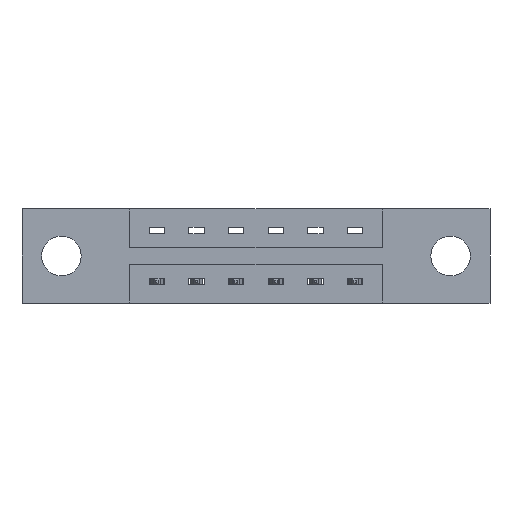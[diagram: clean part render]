
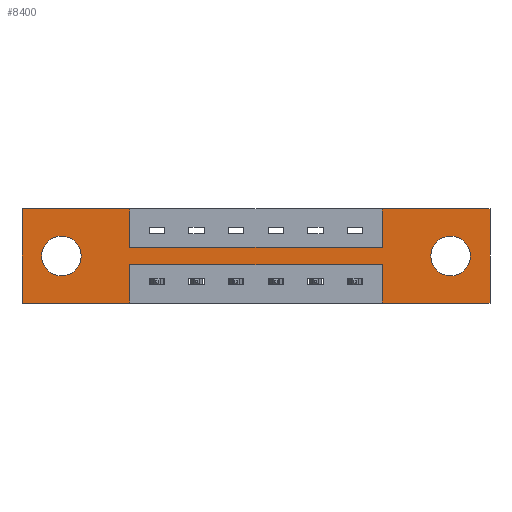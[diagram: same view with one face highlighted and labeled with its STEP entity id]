
A CAD part, front view. The second image highlights one B-rep face of the part: STEP entity #8400.
In plain terms, the highlighted planar face has unit normal (0, -1, 0).
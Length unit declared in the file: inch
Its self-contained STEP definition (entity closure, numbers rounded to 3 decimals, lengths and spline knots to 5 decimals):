
#57 = VECTOR ( 'NONE', #7877, 39.37008 ) ;
#107 = VECTOR ( 'NONE', #939, 39.37008 ) ;
#177 = ORIENTED_EDGE ( 'NONE', *, *, #335, .F. ) ;
#268 = EDGE_CURVE ( 'NONE', #4160, #3472, #8989, .T. ) ;
#288 = ORIENTED_EDGE ( 'NONE', *, *, #6673, .F. ) ;
#296 = LINE ( 'NONE', #7227, #57 ) ;
#335 = EDGE_CURVE ( 'NONE', #4761, #4592, #4552, .T. ) ;
#429 = CARTESIAN_POINT ( 'NONE',  ( 0., 0., 0. ) ) ;
#468 = ORIENTED_EDGE ( 'NONE', *, *, #268, .T. ) ;
#864 = AXIS2_PLACEMENT_3D ( 'NONE', #2819, #7713, #3527 ) ;
#877 = EDGE_CURVE ( 'NONE', #5608, #4821, #5339, .T. ) ;
#903 = FACE_BOUND ( 'NONE', #7287, .T. ) ;
#939 = DIRECTION ( 'NONE',  ( 1., 0., 0. ) ) ;
#1043 = VECTOR ( 'NONE', #1272, 39.37008 ) ;
#1272 = DIRECTION ( 'NONE',  ( 0., 0., 1. ) ) ;
#1355 = ORIENTED_EDGE ( 'NONE', *, *, #4016, .F. ) ;
#1416 = EDGE_CURVE ( 'NONE', #4384, #5113, #6528, .T. ) ;
#1419 = CARTESIAN_POINT ( 'NONE',  ( 0.425, 0., -0.22 ) ) ;
#1464 = DIRECTION ( 'NONE',  ( -1., 0., 0. ) ) ;
#1504 = VERTEX_POINT ( 'NONE', #7048 ) ;
#1518 = VECTOR ( 'NONE', #6377, 39.37008 ) ;
#1572 = CARTESIAN_POINT ( 'NONE',  ( 0., 0., 0. ) ) ;
#1602 = ORIENTED_EDGE ( 'NONE', *, *, #6746, .F. ) ;
#1614 = ORIENTED_EDGE ( 'NONE', *, *, #7368, .F. ) ;
#1737 = CARTESIAN_POINT ( 'NONE',  ( 1.842, 0., 0. ) ) ;
#1865 = VECTOR ( 'NONE', #5150, 39.37008 ) ;
#1958 = CARTESIAN_POINT ( 'NONE',  ( 1.417, 0., -0.15 ) ) ;
#2005 = CARTESIAN_POINT ( 'NONE',  ( 1.687, 0., -0.185 ) ) ;
#2251 = ORIENTED_EDGE ( 'NONE', *, *, #2564, .F. ) ;
#2337 = VECTOR ( 'NONE', #5857, 39.37008 ) ;
#2380 = CARTESIAN_POINT ( 'NONE',  ( 0.425, 0., 0. ) ) ;
#2432 = CARTESIAN_POINT ( 'NONE',  ( 1.417, 0., 0. ) ) ;
#2439 = CARTESIAN_POINT ( 'NONE',  ( 0., 0., -0.37 ) ) ;
#2527 = EDGE_CURVE ( 'NONE', #4821, #4885, #6406, .T. ) ;
#2564 = EDGE_CURVE ( 'NONE', #5113, #5634, #4511, .T. ) ;
#2570 = CARTESIAN_POINT ( 'NONE',  ( 1.417, 0., -0.37 ) ) ;
#2660 = FACE_OUTER_BOUND ( 'NONE', #7104, .T. ) ;
#2672 = ORIENTED_EDGE ( 'NONE', *, *, #3765, .T. ) ;
#2819 = CARTESIAN_POINT ( 'NONE',  ( 0.155, 0., -0.185 ) ) ;
#3079 = AXIS2_PLACEMENT_3D ( 'NONE', #9061, #6815, #5530 ) ;
#3119 = CARTESIAN_POINT ( 'NONE',  ( 0., 0., 0. ) ) ;
#3363 = ORIENTED_EDGE ( 'NONE', *, *, #877, .F. ) ;
#3412 = CARTESIAN_POINT ( 'NONE',  ( 0.425, 0., -0.37 ) ) ;
#3472 = VERTEX_POINT ( 'NONE', #8409 ) ;
#3508 = EDGE_CURVE ( 'NONE', #5634, #1504, #7928, .T. ) ;
#3527 = DIRECTION ( 'NONE',  ( 0., 0., 1. ) ) ;
#3679 = EDGE_CURVE ( 'NONE', #5758, #5608, #7815, .T. ) ;
#3731 = DIRECTION ( 'NONE',  ( 0., 1., 0. ) ) ;
#3765 = EDGE_CURVE ( 'NONE', #3472, #4160, #5513, .T. ) ;
#3781 = ORIENTED_EDGE ( 'NONE', *, *, #2527, .F. ) ;
#3866 = DIRECTION ( 'NONE',  ( 0., -1., 0. ) ) ;
#3950 = EDGE_CURVE ( 'NONE', #5484, #5389, #5843, .T. ) ;
#4016 = EDGE_CURVE ( 'NONE', #8097, #4384, #8935, .T. ) ;
#4056 = CARTESIAN_POINT ( 'NONE',  ( 0., 0., -0.37 ) ) ;
#4160 = VERTEX_POINT ( 'NONE', #7220 ) ;
#4225 = DIRECTION ( 'NONE',  ( 0., 0., -1. ) ) ;
#4277 = VECTOR ( 'NONE', #4225, 39.37008 ) ;
#4339 = ORIENTED_EDGE ( 'NONE', *, *, #3950, .T. ) ;
#4384 = VERTEX_POINT ( 'NONE', #1958 ) ;
#4417 = CARTESIAN_POINT ( 'NONE',  ( 0.155, 0., -0.263 ) ) ;
#4465 = CIRCLE ( 'NONE', #864, 0.078 ) ;
#4470 = CARTESIAN_POINT ( 'NONE',  ( 1.417, 0., -0.37 ) ) ;
#4482 = LINE ( 'NONE', #8821, #6387 ) ;
#4511 = LINE ( 'NONE', #5479, #107 ) ;
#4529 = DIRECTION ( 'NONE',  ( -1., 0., 0. ) ) ;
#4552 = LINE ( 'NONE', #3119, #8181 ) ;
#4570 = CARTESIAN_POINT ( 'NONE',  ( 0.425, 0., -0.22 ) ) ;
#4576 = CARTESIAN_POINT ( 'NONE',  ( 0.425, 0., -0.37 ) ) ;
#4592 = VERTEX_POINT ( 'NONE', #2380 ) ;
#4645 = VECTOR ( 'NONE', #6086, 39.37008 ) ;
#4693 = DIRECTION ( 'NONE',  ( 0., 0., -1. ) ) ;
#4761 = VERTEX_POINT ( 'NONE', #429 ) ;
#4773 = CARTESIAN_POINT ( 'NONE',  ( 0.425, 0., -0.15 ) ) ;
#4821 = VERTEX_POINT ( 'NONE', #4570 ) ;
#4832 = CARTESIAN_POINT ( 'NONE',  ( 0.425, 0., -0.15 ) ) ;
#4851 = CARTESIAN_POINT ( 'NONE',  ( 1.687, 0., -0.185 ) ) ;
#4885 = VERTEX_POINT ( 'NONE', #3412 ) ;
#4933 = CARTESIAN_POINT ( 'NONE',  ( 0., 0., -0.37 ) ) ;
#5113 = VERTEX_POINT ( 'NONE', #2432 ) ;
#5150 = DIRECTION ( 'NONE',  ( 0., 0., -1. ) ) ;
#5339 = LINE ( 'NONE', #1419, #8675 ) ;
#5368 = ORIENTED_EDGE ( 'NONE', *, *, #8252, .F. ) ;
#5389 = VERTEX_POINT ( 'NONE', #4417 ) ;
#5456 = CARTESIAN_POINT ( 'NONE',  ( 1.417, 0., 0. ) ) ;
#5479 = CARTESIAN_POINT ( 'NONE',  ( 0., 0., 0. ) ) ;
#5484 = VERTEX_POINT ( 'NONE', #6255 ) ;
#5513 = CIRCLE ( 'NONE', #5690, 0.078 ) ;
#5530 = DIRECTION ( 'NONE',  ( 0., 0., 1. ) ) ;
#5608 = VERTEX_POINT ( 'NONE', #8159 ) ;
#5634 = VERTEX_POINT ( 'NONE', #1737 ) ;
#5690 = AXIS2_PLACEMENT_3D ( 'NONE', #2005, #8228, #8285 ) ;
#5758 = VERTEX_POINT ( 'NONE', #4470 ) ;
#5843 = CIRCLE ( 'NONE', #3079, 0.078 ) ;
#5857 = DIRECTION ( 'NONE',  ( -1., 0., 0. ) ) ;
#5918 = DIRECTION ( 'NONE',  ( 1., 0., 0. ) ) ;
#5987 = PLANE ( 'NONE',  #7571 ) ;
#6047 = VECTOR ( 'NONE', #6917, 39.37008 ) ;
#6060 = LINE ( 'NONE', #4933, #2337 ) ;
#6086 = DIRECTION ( 'NONE',  ( 0., 0., 1. ) ) ;
#6255 = CARTESIAN_POINT ( 'NONE',  ( 0.155, 0., -0.107 ) ) ;
#6377 = DIRECTION ( 'NONE',  ( 1., 0., 0. ) ) ;
#6387 = VECTOR ( 'NONE', #4529, 39.37008 ) ;
#6406 = LINE ( 'NONE', #4576, #4277 ) ;
#6505 = ORIENTED_EDGE ( 'NONE', *, *, #1416, .F. ) ;
#6528 = LINE ( 'NONE', #5456, #4645 ) ;
#6673 = EDGE_CURVE ( 'NONE', #8099, #4761, #8523, .T. ) ;
#6746 = EDGE_CURVE ( 'NONE', #1504, #5758, #6060, .T. ) ;
#6815 = DIRECTION ( 'NONE',  ( 0., 1., 0. ) ) ;
#6917 = DIRECTION ( 'NONE',  ( 0., 0., 1. ) ) ;
#6982 = ORIENTED_EDGE ( 'NONE', *, *, #8199, .T. ) ;
#7048 = CARTESIAN_POINT ( 'NONE',  ( 1.842, 0., -0.37 ) ) ;
#7077 = CARTESIAN_POINT ( 'NONE',  ( 1.842, 0., 0. ) ) ;
#7104 = EDGE_LOOP ( 'NONE', ( #3781, #3363, #8461, #1602, #8703, #2251, #6505, #1355, #5368, #177, #288, #1614 ) ) ;
#7220 = CARTESIAN_POINT ( 'NONE',  ( 1.687, 0., -0.263 ) ) ;
#7227 = CARTESIAN_POINT ( 'NONE',  ( 0.425, 0., 0. ) ) ;
#7287 = EDGE_LOOP ( 'NONE', ( #4339, #6982 ) ) ;
#7368 = EDGE_CURVE ( 'NONE', #4885, #8099, #4482, .T. ) ;
#7410 = AXIS2_PLACEMENT_3D ( 'NONE', #4851, #3731, #4693 ) ;
#7539 = EDGE_LOOP ( 'NONE', ( #2672, #468 ) ) ;
#7571 = AXIS2_PLACEMENT_3D ( 'NONE', #2439, #3866, #8665 ) ;
#7713 = DIRECTION ( 'NONE',  ( 0., 1., 0. ) ) ;
#7815 = LINE ( 'NONE', #2570, #6047 ) ;
#7877 = DIRECTION ( 'NONE',  ( 0., 0., -1. ) ) ;
#7928 = LINE ( 'NONE', #7077, #1865 ) ;
#8097 = VERTEX_POINT ( 'NONE', #4832 ) ;
#8099 = VERTEX_POINT ( 'NONE', #4056 ) ;
#8159 = CARTESIAN_POINT ( 'NONE',  ( 1.417, 0., -0.22 ) ) ;
#8181 = VECTOR ( 'NONE', #5918, 39.37008 ) ;
#8198 = FACE_BOUND ( 'NONE', #7539, .T. ) ;
#8199 = EDGE_CURVE ( 'NONE', #5389, #5484, #4465, .T. ) ;
#8228 = DIRECTION ( 'NONE',  ( 0., 1., 0. ) ) ;
#8252 = EDGE_CURVE ( 'NONE', #4592, #8097, #296, .T. ) ;
#8285 = DIRECTION ( 'NONE',  ( 0., 0., -1. ) ) ;
#8400 = ADVANCED_FACE ( 'NONE', ( #8198, #903, #2660 ), #5987, .T. ) ;
#8409 = CARTESIAN_POINT ( 'NONE',  ( 1.687, 0., -0.107 ) ) ;
#8461 = ORIENTED_EDGE ( 'NONE', *, *, #3679, .F. ) ;
#8523 = LINE ( 'NONE', #1572, #1043 ) ;
#8665 = DIRECTION ( 'NONE',  ( 0., 0., -1. ) ) ;
#8675 = VECTOR ( 'NONE', #1464, 39.37008 ) ;
#8703 = ORIENTED_EDGE ( 'NONE', *, *, #3508, .F. ) ;
#8821 = CARTESIAN_POINT ( 'NONE',  ( 0., 0., -0.37 ) ) ;
#8935 = LINE ( 'NONE', #4773, #1518 ) ;
#8989 = CIRCLE ( 'NONE', #7410, 0.078 ) ;
#9061 = CARTESIAN_POINT ( 'NONE',  ( 0.155, 0., -0.185 ) ) ;
